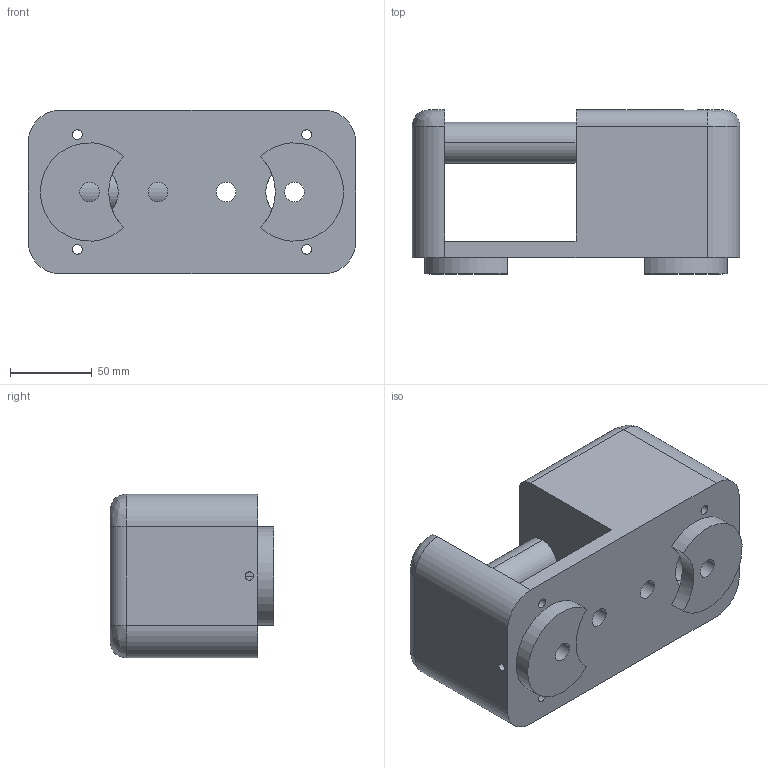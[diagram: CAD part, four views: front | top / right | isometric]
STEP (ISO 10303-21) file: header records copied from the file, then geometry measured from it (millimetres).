
FILE_DESCRIPTION((''),'2;1');
FILE_NAME('TOP_PLATE','2020-08-16T19:23:26',('Connor Marshall'),(''),'CREO PARAMETRIC BY PTC INC, 2019471','CREO PARAMETRIC BY PTC INC, 2019471','');
FILE_SCHEMA(('CONFIG_CONTROL_DESIGN'));
Length unit declared in the file: millimetre
Products named in the file (1): TOP_PLATE
Bounding box: 200 x 100 x 100 mm (x, y, z)
Volume: 670099.4 mm3; surface area: 129056.5 mm2
Topology: 1 solids, 1 shells, 79 faces, 212 edges, 134 vertices
Faces by surface type: cylinder 50, plane 25, bspline 4
Entity records: 2686 total; most frequent: CARTESIAN_POINT 553, DIRECTION 464, ORIENTED_EDGE 424, EDGE_CURVE 212, AXIS2_PLACEMENT_3D 185, VERTEX_POINT 134, CIRCLE 110, EDGE_LOOP 104
